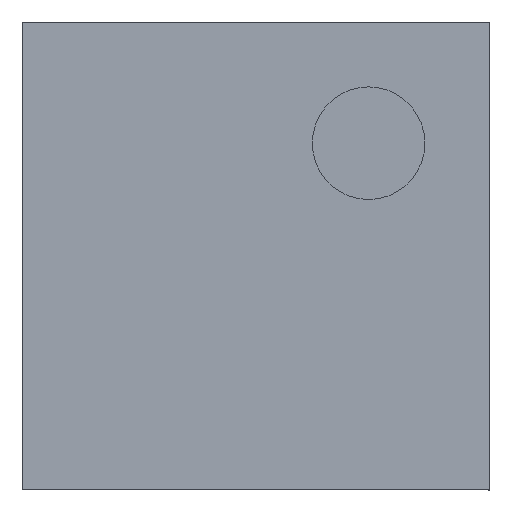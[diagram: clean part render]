
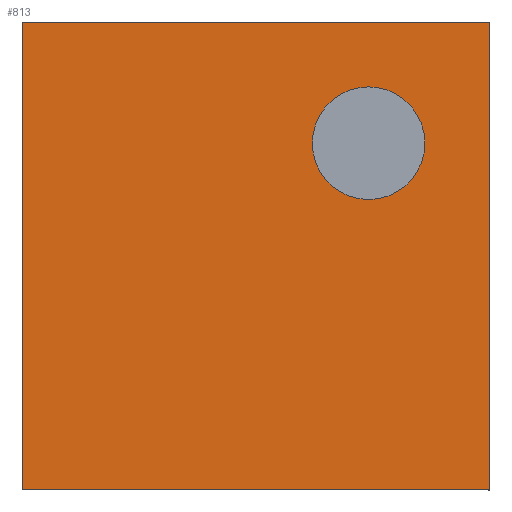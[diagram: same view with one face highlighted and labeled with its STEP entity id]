
A CAD part, top view. The second image highlights one B-rep face of the part: STEP entity #813.
In plain terms, the highlighted planar face has unit normal (0, 0, 1).
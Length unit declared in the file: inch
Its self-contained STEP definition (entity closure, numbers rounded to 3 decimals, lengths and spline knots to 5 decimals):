
#18=FACE_BOUND('',#102,.T.);
#25=PLANE('',#897);
#53=FACE_OUTER_BOUND('',#101,.T.);
#101=EDGE_LOOP('',(#578,#579,#580,#581));
#102=EDGE_LOOP('',(#582,#583));
#161=LINE('',#1278,#238);
#163=LINE('',#1282,#240);
#165=LINE('',#1286,#242);
#167=LINE('',#1289,#244);
#238=VECTOR('',#1022,0.3937);
#240=VECTOR('',#1026,0.3937);
#242=VECTOR('',#1030,0.3937);
#244=VECTOR('',#1034,0.3937);
#295=CIRCLE('',#873,0.125);
#296=CIRCLE('',#874,0.125);
#331=VERTEX_POINT('',#1195);
#332=VERTEX_POINT('',#1197);
#369=VERTEX_POINT('',#1275);
#370=VERTEX_POINT('',#1277);
#371=VERTEX_POINT('',#1281);
#372=VERTEX_POINT('',#1285);
#408=EDGE_CURVE('',#332,#331,#295,.T.);
#409=EDGE_CURVE('',#331,#332,#296,.T.);
#447=EDGE_CURVE('',#370,#369,#161,.T.);
#449=EDGE_CURVE('',#371,#370,#163,.T.);
#451=EDGE_CURVE('',#372,#371,#165,.T.);
#453=EDGE_CURVE('',#369,#372,#167,.T.);
#578=ORIENTED_EDGE('',*,*,#453,.T.);
#579=ORIENTED_EDGE('',*,*,#451,.T.);
#580=ORIENTED_EDGE('',*,*,#449,.T.);
#581=ORIENTED_EDGE('',*,*,#447,.T.);
#582=ORIENTED_EDGE('',*,*,#408,.T.);
#583=ORIENTED_EDGE('',*,*,#409,.T.);
#813=ADVANCED_FACE('',(#53,#18),#25,.T.);
#873=AXIS2_PLACEMENT_3D('',#1198,#959,#960);
#874=AXIS2_PLACEMENT_3D('',#1199,#961,#962);
#897=AXIS2_PLACEMENT_3D('',#1290,#1035,#1036);
#959=DIRECTION('center_axis',(0.,0.,-1.));
#960=DIRECTION('ref_axis',(1.,0.,0.));
#961=DIRECTION('center_axis',(0.,0.,-1.));
#962=DIRECTION('ref_axis',(1.,0.,0.));
#1022=DIRECTION('',(0.,1.,0.));
#1026=DIRECTION('',(1.,0.,0.));
#1030=DIRECTION('',(0.,-1.,0.));
#1034=DIRECTION('',(-1.,0.,0.));
#1035=DIRECTION('center_axis',(0.,0.,1.));
#1036=DIRECTION('ref_axis',(1.,0.,0.));
#1195=CARTESIAN_POINT('',(-0.1305,0.42736,0.25));
#1197=CARTESIAN_POINT('',(0.1195,0.42736,0.25));
#1198=CARTESIAN_POINT('Origin',(-0.0055,0.42736,
0.25));
#1199=CARTESIAN_POINT('Origin',(-0.0055,0.42736,
0.25));
#1275=CARTESIAN_POINT('',(0.26351,0.69641,0.25));
#1277=CARTESIAN_POINT('',(0.26351,-0.34169,0.25));
#1278=CARTESIAN_POINT('',(0.26351,-0.34169,0.25));
#1281=CARTESIAN_POINT('',(-0.77459,-0.34169,0.25));
#1282=CARTESIAN_POINT('',(-0.77459,-0.34169,0.25));
#1285=CARTESIAN_POINT('',(-0.77459,0.69641,0.25));
#1286=CARTESIAN_POINT('',(-0.77459,0.69641,0.25));
#1289=CARTESIAN_POINT('',(0.26351,0.69641,0.25));
#1290=CARTESIAN_POINT('Origin',(-0.25554,0.17736,0.25));
